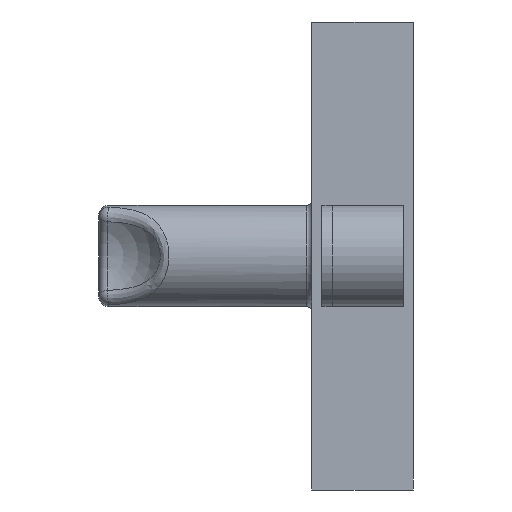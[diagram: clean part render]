
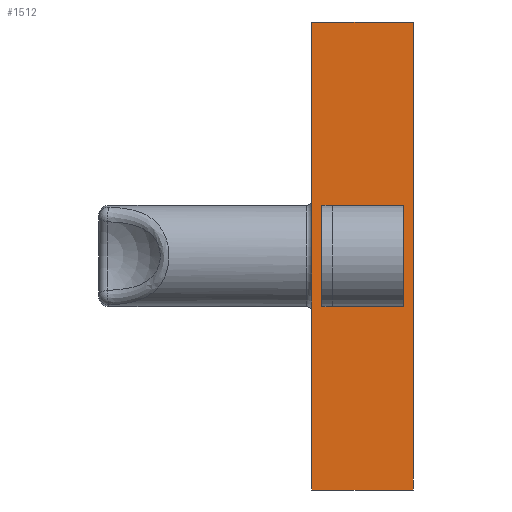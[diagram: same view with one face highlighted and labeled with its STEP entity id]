
A CAD part, front view. The second image highlights one B-rep face of the part: STEP entity #1512.
In plain terms, the highlighted planar face has unit normal (0, -1, 0).
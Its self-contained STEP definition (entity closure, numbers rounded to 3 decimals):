
#35=LINE('',#2194,#203);
#37=LINE('',#2201,#205);
#89=LINE('',#2314,#257);
#91=LINE('',#2320,#259);
#93=LINE('',#2336,#261);
#142=LINE('',#2493,#310);
#146=LINE('',#2505,#314);
#147=LINE('',#2506,#315);
#203=VECTOR('',#1759,25.4);
#205=VECTOR('',#1765,25.4);
#257=VECTOR('',#1829,25.4);
#259=VECTOR('',#1835,25.4);
#261=VECTOR('',#1853,25.4);
#310=VECTOR('',#1926,25.4);
#314=VECTOR('',#1942,25.4);
#315=VECTOR('',#1943,25.4);
#388=FACE_BOUND('',#498,.T.);
#405=FACE_OUTER_BOUND('',#497,.T.);
#497=EDGE_LOOP('',(#1168,#1169,#1170,#1171));
#498=EDGE_LOOP('',(#1172,#1173,#1174,#1175));
#627=VERTEX_POINT('',#2191);
#628=VERTEX_POINT('',#2193);
#630=VERTEX_POINT('',#2199);
#631=VERTEX_POINT('',#2200);
#686=VERTEX_POINT('',#2312);
#688=VERTEX_POINT('',#2318);
#693=VERTEX_POINT('',#2334);
#694=VERTEX_POINT('',#2335);
#776=EDGE_CURVE('',#627,#628,#35,.T.);
#779=EDGE_CURVE('',#630,#631,#37,.T.);
#836=EDGE_CURVE('',#627,#686,#89,.T.);
#839=EDGE_CURVE('',#688,#686,#91,.T.);
#846=EDGE_CURVE('',#693,#694,#93,.T.);
#907=EDGE_CURVE('',#688,#628,#142,.T.);
#913=EDGE_CURVE('',#631,#693,#146,.T.);
#914=EDGE_CURVE('',#694,#630,#147,.T.);
#1168=ORIENTED_EDGE('',*,*,#779,.T.);
#1169=ORIENTED_EDGE('',*,*,#913,.T.);
#1170=ORIENTED_EDGE('',*,*,#846,.T.);
#1171=ORIENTED_EDGE('',*,*,#914,.T.);
#1172=ORIENTED_EDGE('',*,*,#907,.T.);
#1173=ORIENTED_EDGE('',*,*,#776,.F.);
#1174=ORIENTED_EDGE('',*,*,#836,.T.);
#1175=ORIENTED_EDGE('',*,*,#839,.F.);
#1446=PLANE('',#1642);
#1512=ADVANCED_FACE('',(#405,#388),#1446,.F.);
#1642=AXIS2_PLACEMENT_3D('',#2504,#1940,#1941);
#1759=DIRECTION('',(0.,0.,1.));
#1765=DIRECTION('',(0.,0.,1.));
#1829=DIRECTION('',(-1.,0.,0.));
#1835=DIRECTION('',(0.,0.,-1.));
#1853=DIRECTION('',(0.,0.,-1.));
#1926=DIRECTION('',(1.,0.,0.));
#1940=DIRECTION('center_axis',(0.,1.,0.));
#1941=DIRECTION('ref_axis',(-1.,0.,0.));
#1942=DIRECTION('',(-1.,0.,0.));
#1943=DIRECTION('',(1.,0.,0.));
#2191=CARTESIAN_POINT('',(-10.983,-149.266,-147.494));
#2193=CARTESIAN_POINT('',(-10.983,-149.266,-137.494));
#2194=CARTESIAN_POINT('',(-10.983,-149.266,-142.494));
#2199=CARTESIAN_POINT('',(-9.983,-149.266,-165.556));
#2200=CARTESIAN_POINT('',(-9.983,-149.266,-119.431));
#2201=CARTESIAN_POINT('',(-9.983,-149.266,-119.431));
#2312=CARTESIAN_POINT('',(-18.983,-149.266,-147.494));
#2314=CARTESIAN_POINT('',(-14.483,-149.266,-147.494));
#2318=CARTESIAN_POINT('',(-18.983,-149.266,-137.494));
#2320=CARTESIAN_POINT('',(-18.983,-149.266,-142.494));
#2334=CARTESIAN_POINT('',(-19.983,-149.266,-119.431));
#2335=CARTESIAN_POINT('',(-19.983,-149.266,-165.556));
#2336=CARTESIAN_POINT('',(-19.983,-149.266,-119.431));
#2493=CARTESIAN_POINT('',(-14.483,-149.266,-137.494));
#2504=CARTESIAN_POINT('Origin',(-14.983,-149.266,-119.431));
#2505=CARTESIAN_POINT('',(-14.983,-149.266,-119.431));
#2506=CARTESIAN_POINT('',(-14.983,-149.266,-165.556));
